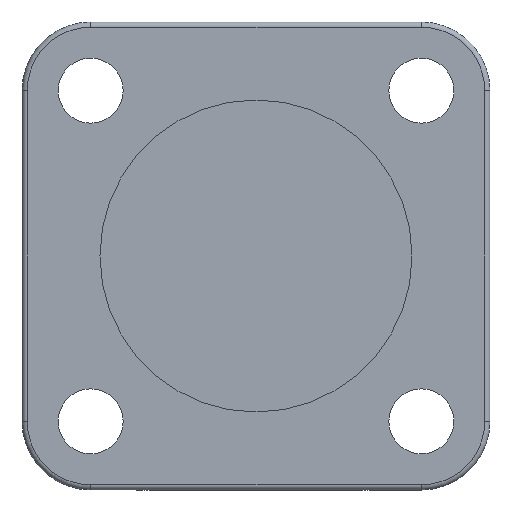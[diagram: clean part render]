
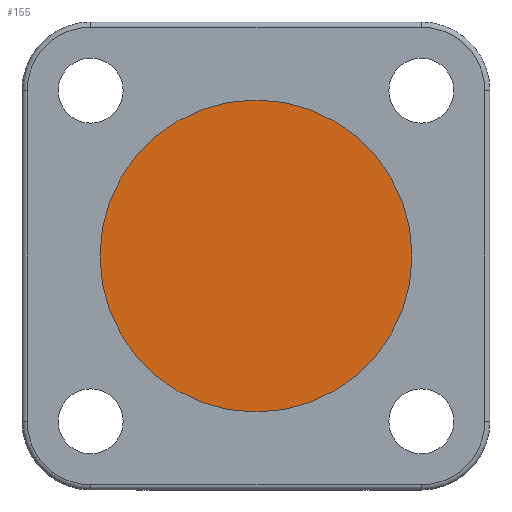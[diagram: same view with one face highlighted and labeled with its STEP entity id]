
A CAD part, front view. The second image highlights one B-rep face of the part: STEP entity #155.
In plain terms, the highlighted planar face has unit normal (0, -1, 0).
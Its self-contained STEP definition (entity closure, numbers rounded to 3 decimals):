
#155 = ADVANCED_FACE ( 'NONE', ( #2549 ), #1404, .T. ) ;
#413 = ORIENTED_EDGE ( 'NONE', *, *, #4780, .T. ) ;
#940 = CARTESIAN_POINT ( 'NONE',  ( 0., 5., 0. ) ) ;
#986 = VERTEX_POINT ( 'NONE', #1246 ) ;
#1038 = CARTESIAN_POINT ( 'NONE',  ( 0., 5., -15. ) ) ;
#1069 = EDGE_CURVE ( 'NONE', #3446, #986, #4915, .T. ) ;
#1246 = CARTESIAN_POINT ( 'NONE',  ( 0., 5., 15. ) ) ;
#1323 = DIRECTION ( 'NONE',  ( 0., 0., -1. ) ) ;
#1404 = PLANE ( 'NONE',  #2854 ) ;
#1411 = CIRCLE ( 'NONE', #4048, 15. ) ;
#1429 = DIRECTION ( 'NONE',  ( 0., -1., 0. ) ) ;
#2078 = CARTESIAN_POINT ( 'NONE',  ( 0., 5., 0. ) ) ;
#2165 = CARTESIAN_POINT ( 'NONE',  ( 0., 5., 0. ) ) ;
#2466 = DIRECTION ( 'NONE',  ( 0., 0., -1. ) ) ;
#2492 = ORIENTED_EDGE ( 'NONE', *, *, #1069, .T. ) ;
#2549 = FACE_OUTER_BOUND ( 'NONE', #2654, .T. ) ;
#2654 = EDGE_LOOP ( 'NONE', ( #2492, #413 ) ) ;
#2854 = AXIS2_PLACEMENT_3D ( 'NONE', #2165, #1429, #4061 ) ;
#3446 = VERTEX_POINT ( 'NONE', #1038 ) ;
#3594 = DIRECTION ( 'NONE',  ( 0., -1., 0. ) ) ;
#3756 = AXIS2_PLACEMENT_3D ( 'NONE', #2078, #4716, #2466 ) ;
#4048 = AXIS2_PLACEMENT_3D ( 'NONE', #940, #3594, #1323 ) ;
#4061 = DIRECTION ( 'NONE',  ( 0., 0., -1. ) ) ;
#4716 = DIRECTION ( 'NONE',  ( 0., -1., 0. ) ) ;
#4780 = EDGE_CURVE ( 'NONE', #986, #3446, #1411, .T. ) ;
#4915 = CIRCLE ( 'NONE', #3756, 15. ) ;
